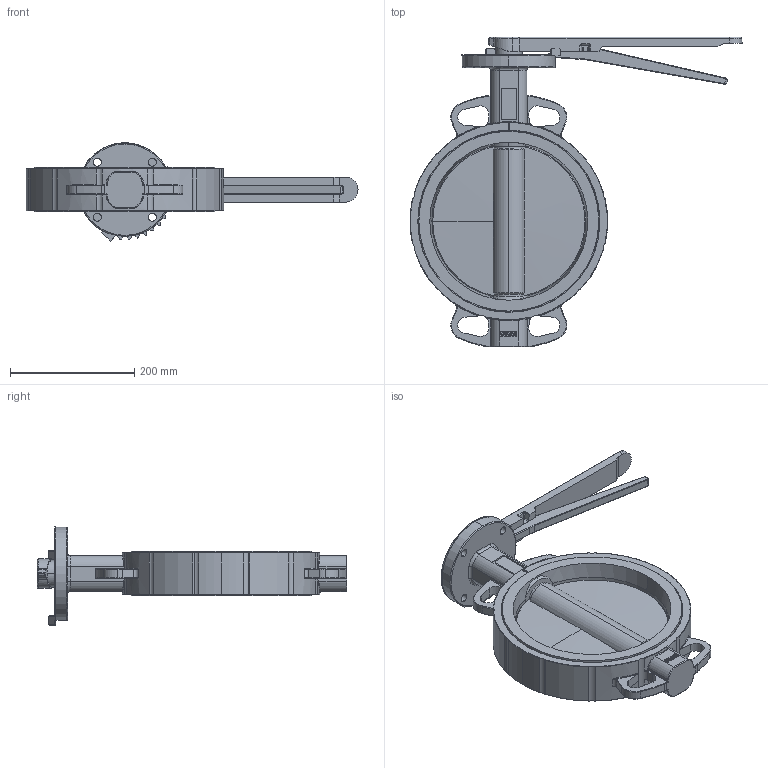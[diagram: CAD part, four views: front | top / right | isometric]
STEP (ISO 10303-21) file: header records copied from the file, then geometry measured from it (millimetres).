
FILE_DESCRIPTION (( 'STEP AP203' ), '1' );
FILE_NAME ('J9.000250L16C.STEP', '2018-10-09T07:47:47', ( '' ), ( '' ), 'SwSTEP 2.0', 'SolidWorks 2014', '' );
FILE_SCHEMA (( 'CONFIG_CONTROL_DESIGN' ));
Length unit declared in the file: millimetre
Products named in the file (1): J9.000250L16C
Bounding box: 534 x 498 x 158 mm (x, y, z)
Volume: 4303845.3 mm3; surface area: 445099.3 mm2
Topology: 1 solids, 7 shells, 666 faces, 1758 edges, 1097 vertices
Faces by surface type: cylinder 239, plane 196, torus 100, cone 63, bspline 62, sphere 6
Entity records: 24813 total; most frequent: CARTESIAN_POINT 8710, ORIENTED_EDGE 3484, DIRECTION 3285, EDGE_CURVE 1742, AXIS2_PLACEMENT_3D 1274, VERTEX_POINT 1097, LINE 737, VECTOR 737
